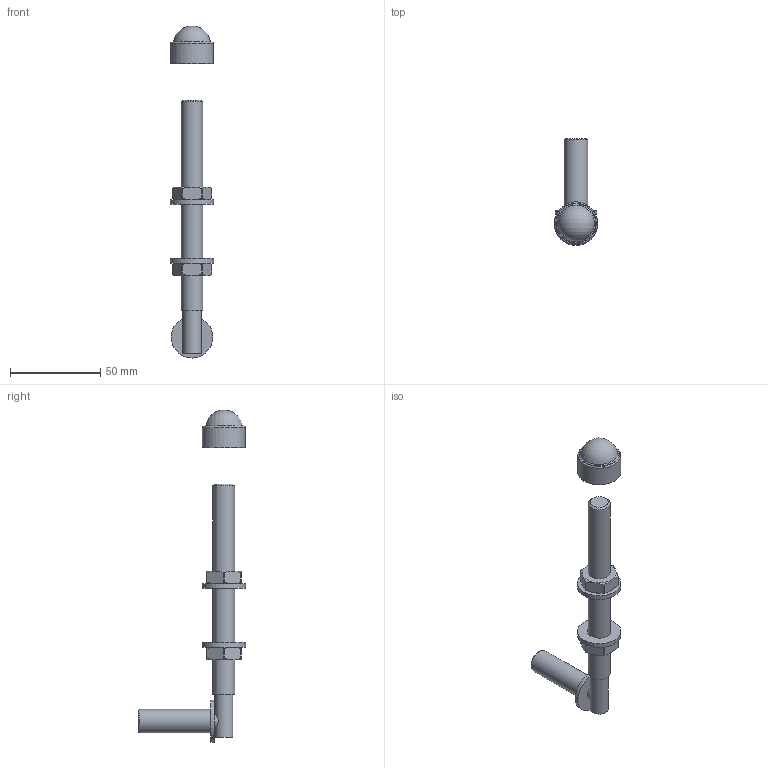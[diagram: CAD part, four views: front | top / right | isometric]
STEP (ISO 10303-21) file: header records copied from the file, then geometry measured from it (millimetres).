
FILE_DESCRIPTION (( 'STEP AP203' ), '1' );
FILE_NAME ('961-13-140.step', '2022-03-22T16:03:24', ( '' ), ( '' ), 'SwSTEP 2.0', 'SolidWorks 2018', '' );
FILE_SCHEMA (( 'CONFIG_CONTROL_DESIGN' ));
Length unit declared in the file: millimetre
Products named in the file (5): 961-13-140; DIN 125 M4-M20_DIN 125 M12; DIN 936 M8-M24_DIN 936 M12; 961-1X-XXX Teil2_961-XX-XXX Teil2; 961-1X-XXX Teil1_961-13-140 Teil1
Assembly tree (6 placements, depth 2):
  961-13-140
    961-1X-XXX Teil1_961-13-140 Teil1
    961-1X-XXX Teil2_961-XX-XXX Teil2
    DIN 125 M4-M20_DIN 125 M12  x2
    DIN 936 M8-M24_DIN 936 M12  x2
Bounding box: 24 x 59.2 x 183.5 mm (x, y, z)
Volume: 27973 mm3; surface area: 14911.4 mm2
Topology: 6 solids, 6 shells, 358 faces, 908 edges, 594 vertices
Faces by surface type: plane 190, bspline 109, cone 30, cylinder 25, sphere 2, torus 2
Full cylindrical faces by diameter (mm): 8 x1, 10 x1, 10.2 x2, 12 x1, 13 x3, 19 x1, 23 x1, 23.8 x1, 24 x2
Entity records: 15490 total; most frequent: CARTESIAN_POINT 7871, ORIENTED_EDGE 1630, DIRECTION 1053, EDGE_CURVE 815, VERTEX_POINT 546, VECTOR 517, LINE 517, EDGE_LOOP 377
